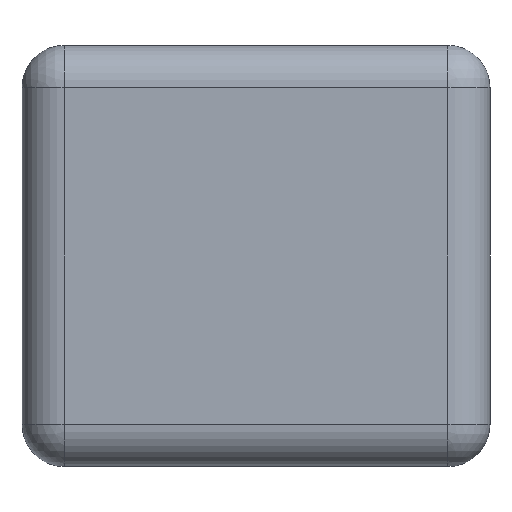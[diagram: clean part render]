
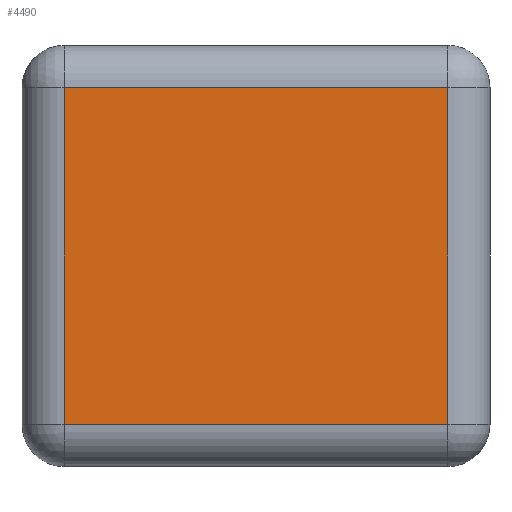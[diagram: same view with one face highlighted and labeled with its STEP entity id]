
A CAD part, left-side view. The second image highlights one B-rep face of the part: STEP entity #4490.
In plain terms, the highlighted planar face has unit normal (-1, 0, 0).
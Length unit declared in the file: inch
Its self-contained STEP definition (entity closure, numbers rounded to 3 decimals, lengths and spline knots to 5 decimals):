
#4318=CARTESIAN_POINT('',(-0.1122,-0.08071,0.01772));
#4319=VERTEX_POINT('',#4318);
#4320=CARTESIAN_POINT('',(-0.1122,-0.08071,0.15945));
#4321=VERTEX_POINT('',#4320);
#4322=CARTESIAN_POINT('',(-0.1122,-0.08071,0.01772));
#4323=DIRECTION('',(0.,-0.,1.));
#4324=VECTOR('',#4323,0.14173);
#4325=LINE('',#4322,#4324);
#4326=EDGE_CURVE('',#4319,#4321,#4325,.T.);
#4449=CARTESIAN_POINT('',(-0.1122,0.08071,0.15945));
#4450=VERTEX_POINT('',#4449);
#4458=CARTESIAN_POINT('',(-0.1122,-0.08071,0.15945));
#4459=DIRECTION('',(-0.,1.,0.));
#4460=VECTOR('',#4459,0.16142);
#4461=LINE('',#4458,#4460);
#4462=EDGE_CURVE('',#4321,#4450,#4461,.T.);
#4467=CARTESIAN_POINT('',(-0.1122,-0.09843,0.));
#4468=DIRECTION('',(1.,0.,0.));
#4469=DIRECTION('',(0.,1.,0.));
#4470=AXIS2_PLACEMENT_3D('',#4467,#4468,#4469);
#4471=PLANE('',#4470);
#4472=ORIENTED_EDGE('',*,*,#4462,.T.);
#4473=CARTESIAN_POINT('',(-0.1122,0.08071,0.01772));
#4474=VERTEX_POINT('',#4473);
#4475=CARTESIAN_POINT('',(-0.1122,0.08071,0.01772));
#4476=DIRECTION('',(0.,-0.,1.));
#4477=VECTOR('',#4476,0.14173);
#4478=LINE('',#4475,#4477);
#4479=EDGE_CURVE('',#4474,#4450,#4478,.T.);
#4480=ORIENTED_EDGE('',*,*,#4479,.F.);
#4481=CARTESIAN_POINT('',(-0.1122,-0.08071,0.01772));
#4482=DIRECTION('',(-0.,1.,0.));
#4483=VECTOR('',#4482,0.16142);
#4484=LINE('',#4481,#4483);
#4485=EDGE_CURVE('',#4319,#4474,#4484,.T.);
#4486=ORIENTED_EDGE('',*,*,#4485,.F.);
#4487=ORIENTED_EDGE('',*,*,#4326,.T.);
#4488=EDGE_LOOP('',(#4472,#4480,#4486,#4487));
#4489=FACE_BOUND('',#4488,.T.);
#4490=ADVANCED_FACE('',(#4489),#4471,.F.);
